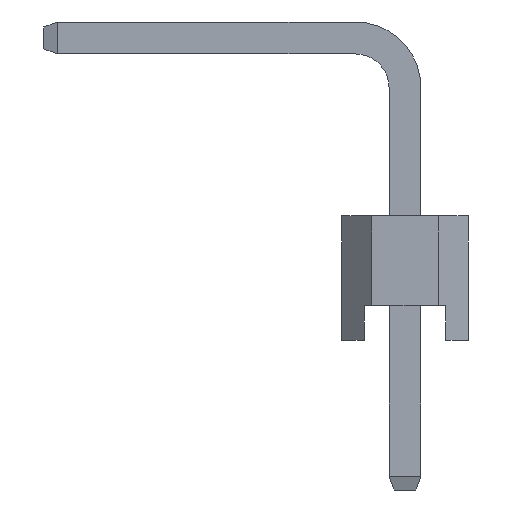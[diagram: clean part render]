
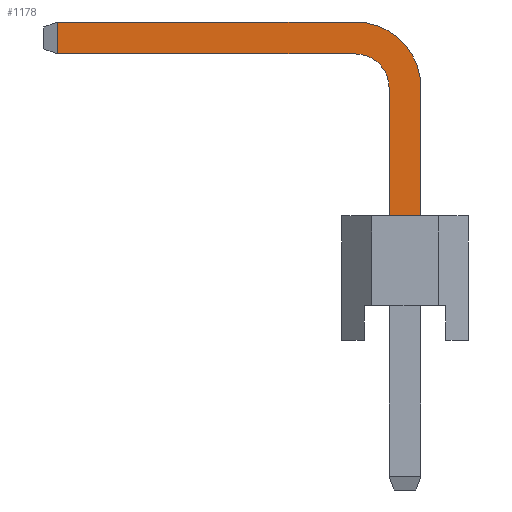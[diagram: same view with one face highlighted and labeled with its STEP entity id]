
A CAD part, left-side view. The second image highlights one B-rep face of the part: STEP entity #1178.
In plain terms, the highlighted planar face has unit normal (-1, 0, 0).
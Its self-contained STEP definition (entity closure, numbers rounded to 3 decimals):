
#1178=ADVANCED_FACE('',(#3592),#3594,.T.);
#3592=FACE_BOUND('',#3593,.T.);
#3593=EDGE_LOOP('',(#5577,#5578,#5579,#5580,#5581,#5582,#5583,#5584));
#3594=PLANE('',#3595);
#3595=AXIS2_PLACEMENT_3D('',#3596,#3597,#3598);
#3596=CARTESIAN_POINT('',(-0.32,0.32,-3.));
#3597=DIRECTION('',(-1.,0.,0.));
#3598=DIRECTION('',(0.,-1.,0.));
#5577=ORIENTED_EDGE('',*,*,#6782,.F.);
#5578=ORIENTED_EDGE('',*,*,#6783,.F.);
#5579=ORIENTED_EDGE('',*,*,#6784,.F.);
#5580=ORIENTED_EDGE('',*,*,#6771,.F.);
#5581=ORIENTED_EDGE('',*,*,#6340,.T.);
#5582=ORIENTED_EDGE('',*,*,#6781,.T.);
#5583=ORIENTED_EDGE('',*,*,#6785,.T.);
#5584=ORIENTED_EDGE('',*,*,#6786,.T.);
#6340=EDGE_CURVE('',#7170,#7174,#7176,.T.);
#6771=EDGE_CURVE('',#7170,#7899,#7900,.T.);
#6781=EDGE_CURVE('',#7174,#7915,#7917,.T.);
#6782=EDGE_CURVE('',#7918,#7919,#7920,.T.);
#6783=EDGE_CURVE('',#7921,#7918,#7922,.T.);
#6784=EDGE_CURVE('',#7899,#7921,#7923,.T.);
#6785=EDGE_CURVE('',#7915,#7924,#7925,.T.);
#6786=EDGE_CURVE('',#7924,#7919,#7926,.T.);
#7170=VERTEX_POINT('',#8562);
#7174=VERTEX_POINT('',#8570);
#7176=LINE('',#8574,#8575);
#7899=VERTEX_POINT('',#10191);
#7900=LINE('',#10192,#10193);
#7915=VERTEX_POINT('',#10227);
#7917=LINE('',#10231,#10232);
#7918=VERTEX_POINT('',#10234);
#7919=VERTEX_POINT('',#10235);
#7920=LINE('',#10236,#10237);
#7921=VERTEX_POINT('',#10239);
#7922=LINE('',#10240,#10241);
#7923=CIRCLE('',#10243,0.68);
#7924=VERTEX_POINT('',#10247);
#7925=CIRCLE('',#10248,1.32);
#7926=LINE('',#10252,#10253);
#8562=CARTESIAN_POINT('',(-0.32,0.32,2.5));
#8570=CARTESIAN_POINT('',(-0.32,-0.32,2.5));
#8574=CARTESIAN_POINT('',(-0.32,0.32,2.5));
#8575=VECTOR('',#8576,1.);
#8576=DIRECTION('',(0.,-1.,0.));
#10191=CARTESIAN_POINT('',(-0.32,0.32,5.07));
#10192=CARTESIAN_POINT('',(-0.32,0.32,2.5));
#10193=VECTOR('',#10194,1.);
#10194=DIRECTION('',(0.,0.,1.));
#10227=CARTESIAN_POINT('',(-0.32,-0.32,5.07));
#10231=CARTESIAN_POINT('',(-0.32,-0.32,2.5));
#10232=VECTOR('',#10233,1.);
#10233=DIRECTION('',(0.,0.,1.));
#10234=CARTESIAN_POINT('',(-0.32,6.975,5.75));
#10235=CARTESIAN_POINT('',(-0.32,6.975,6.39));
#10236=CARTESIAN_POINT('',(-0.32,6.975,5.75));
#10237=VECTOR('',#10238,1.);
#10238=DIRECTION('',(0.,0.,1.));
#10239=CARTESIAN_POINT('',(-0.32,1.,5.75));
#10240=CARTESIAN_POINT('',(-0.32,1.,5.75));
#10241=VECTOR('',#10242,1.);
#10242=DIRECTION('',(0.,1.,0.));
#10243=AXIS2_PLACEMENT_3D('',#10244,#10245,#10246);
#10244=CARTESIAN_POINT('',(-0.32,1.,5.07));
#10245=DIRECTION('',(-1.,-0.,0.));
#10246=DIRECTION('',(0.,-1.,0.));
#10247=CARTESIAN_POINT('',(-0.32,1.,6.39));
#10248=AXIS2_PLACEMENT_3D('',#10249,#10250,#10251);
#10249=CARTESIAN_POINT('',(-0.32,1.,5.07));
#10250=DIRECTION('',(-1.,-0.,0.));
#10251=DIRECTION('',(0.,-1.,0.));
#10252=CARTESIAN_POINT('',(-0.32,1.,6.39));
#10253=VECTOR('',#10254,1.);
#10254=DIRECTION('',(0.,1.,0.));
